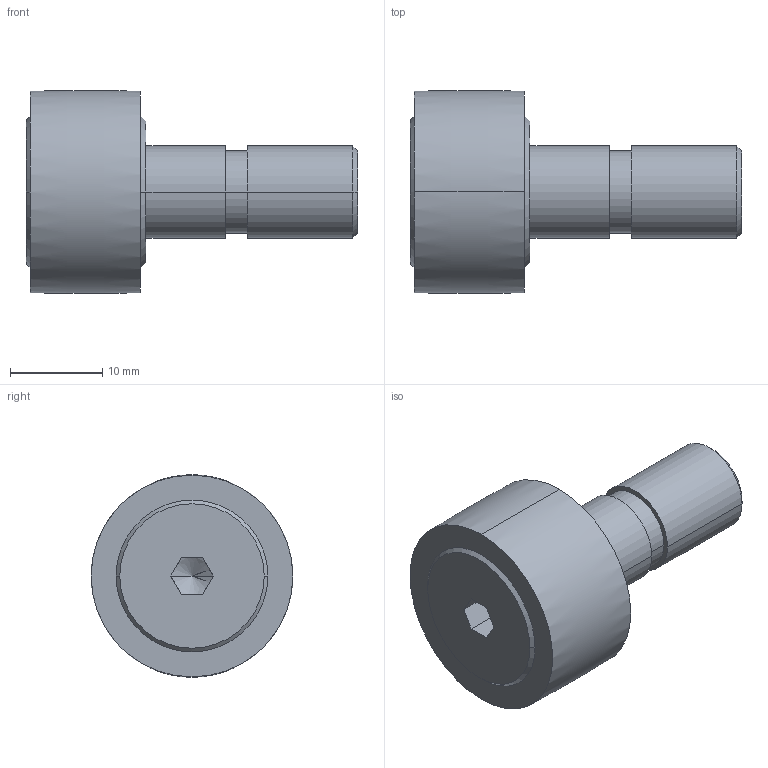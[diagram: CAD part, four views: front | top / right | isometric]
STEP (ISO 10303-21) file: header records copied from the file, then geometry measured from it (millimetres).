
FILE_DESCRIPTION(('STEP AP203'),'1');
FILE_NAME('kr22pp.stp','2015-11-01T16:05:55',('TraceParts'),('TraceParts S.A.'),'Spatial InterOp 3D',' ',' ');
FILE_SCHEMA(('CONFIG_CONTROL_DESIGN'));
Length unit declared in the file: millimetre
Products named in the file (1): 1
Bounding box: 36 x 21.99 x 21.99 mm (x, y, z)
Volume: 6197.7 mm3; surface area: 2703.5 mm2
Topology: 1 solids, 1 shells, 37 faces, 82 edges, 50 vertices
Faces by surface type: plane 13, cone 12, cylinder 10, torus 2
Entity records: 1040 total; most frequent: DIRECTION 186, CARTESIAN_POINT 178, ORIENTED_EDGE 156, EDGE_CURVE 78, AXIS2_PLACEMENT_3D 76, VERTEX_POINT 50, EDGE_LOOP 44, CIRCLE 38
